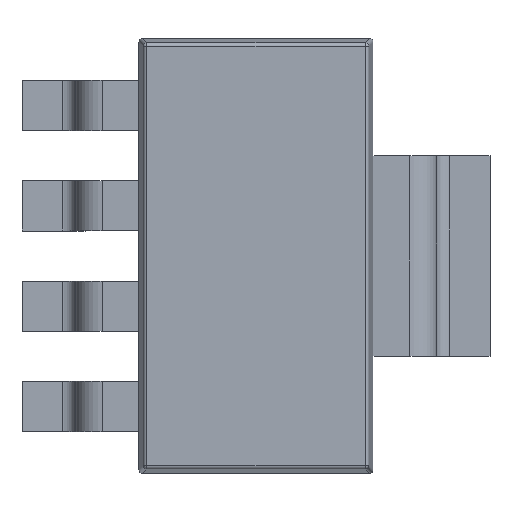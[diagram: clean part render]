
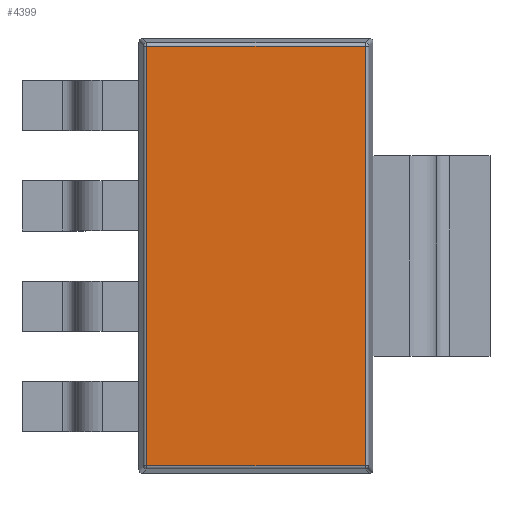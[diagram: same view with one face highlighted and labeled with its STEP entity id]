
A CAD part, top view. The second image highlights one B-rep face of the part: STEP entity #4399.
In plain terms, the highlighted planar face has unit normal (0, 0, 1).
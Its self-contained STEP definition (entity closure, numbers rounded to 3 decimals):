
#3213 = CYLINDRICAL_SURFACE('',#3214,0.05);
#3214 = AXIS2_PLACEMENT_3D('',#3215,#3216,#3217);
#3215 = CARTESIAN_POINT('',(0.113,0.068,1.45));
#3216 = DIRECTION('',(0.,1.,-0.));
#3217 = DIRECTION('',(-0.995,0.,0.105));
#3900 = VERTEX_POINT('',#3901);
#3901 = CARTESIAN_POINT('',(0.113,0.113,1.5));
#3923 = EDGE_CURVE('',#3900,#3924,#3926,.T.);
#3924 = VERTEX_POINT('',#3925);
#3925 = CARTESIAN_POINT('',(0.113,6.387,1.5));
#3926 = SURFACE_CURVE('',#3927,(#3931,#3938),.PCURVE_S1.);
#3927 = LINE('',#3928,#3929);
#3928 = CARTESIAN_POINT('',(0.113,0.068,1.5));
#3929 = VECTOR('',#3930,1.);
#3930 = DIRECTION('',(0.,1.,-0.));
#3931 = PCURVE('',#3213,#3932);
#3932 = DEFINITIONAL_REPRESENTATION('',(#3933),#3937);
#3933 = LINE('',#3934,#3935);
#3934 = CARTESIAN_POINT('',(1.466,0.));
#3935 = VECTOR('',#3936,1.);
#3936 = DIRECTION('',(0.,1.));
#3937 = ( GEOMETRIC_REPRESENTATION_CONTEXT(2) 
PARAMETRIC_REPRESENTATION_CONTEXT() REPRESENTATION_CONTEXT('2D SPACE',''
  ) );
#3938 = PCURVE('',#3939,#3944);
#3939 = PLANE('',#3940);
#3940 = AXIS2_PLACEMENT_3D('',#3941,#3942,#3943);
#3941 = CARTESIAN_POINT('',(0.,0.,1.5));
#3942 = DIRECTION('',(0.,0.,1.));
#3943 = DIRECTION('',(1.,0.,-0.));
#3944 = DEFINITIONAL_REPRESENTATION('',(#3945),#3949);
#3945 = LINE('',#3946,#3947);
#3946 = CARTESIAN_POINT('',(0.113,0.068));
#3947 = VECTOR('',#3948,1.);
#3948 = DIRECTION('',(0.,1.));
#3949 = ( GEOMETRIC_REPRESENTATION_CONTEXT(2) 
PARAMETRIC_REPRESENTATION_CONTEXT() REPRESENTATION_CONTEXT('2D SPACE',''
  ) );
#4143 = CYLINDRICAL_SURFACE('',#4144,0.05);
#4144 = AXIS2_PLACEMENT_3D('',#4145,#4146,#4147);
#4145 = CARTESIAN_POINT('',(0.068,6.387,1.45));
#4146 = DIRECTION('',(1.,0.,0.));
#4147 = DIRECTION('',(-0.,0.995,0.105));
#4340 = CYLINDRICAL_SURFACE('',#4341,0.05);
#4341 = AXIS2_PLACEMENT_3D('',#4342,#4343,#4344);
#4342 = CARTESIAN_POINT('',(0.068,0.113,1.45));
#4343 = DIRECTION('',(1.,-0.,0.));
#4344 = DIRECTION('',(-0.,-0.995,0.105));
#4399 = ADVANCED_FACE('',(#4400),#3939,.T.);
#4400 = FACE_BOUND('',#4401,.T.);
#4401 = EDGE_LOOP('',(#4402,#4403,#4426,#4454));
#4402 = ORIENTED_EDGE('',*,*,#3923,.F.);
#4403 = ORIENTED_EDGE('',*,*,#4404,.T.);
#4404 = EDGE_CURVE('',#3900,#4405,#4407,.T.);
#4405 = VERTEX_POINT('',#4406);
#4406 = CARTESIAN_POINT('',(3.387,0.113,1.5));
#4407 = SURFACE_CURVE('',#4408,(#4412,#4419),.PCURVE_S1.);
#4408 = LINE('',#4409,#4410);
#4409 = CARTESIAN_POINT('',(0.068,0.113,1.5));
#4410 = VECTOR('',#4411,1.);
#4411 = DIRECTION('',(1.,-0.,0.));
#4412 = PCURVE('',#3939,#4413);
#4413 = DEFINITIONAL_REPRESENTATION('',(#4414),#4418);
#4414 = LINE('',#4415,#4416);
#4415 = CARTESIAN_POINT('',(0.068,0.113));
#4416 = VECTOR('',#4417,1.);
#4417 = DIRECTION('',(1.,0.));
#4418 = ( GEOMETRIC_REPRESENTATION_CONTEXT(2) 
PARAMETRIC_REPRESENTATION_CONTEXT() REPRESENTATION_CONTEXT('2D SPACE',''
  ) );
#4419 = PCURVE('',#4340,#4420);
#4420 = DEFINITIONAL_REPRESENTATION('',(#4421),#4425);
#4421 = LINE('',#4422,#4423);
#4422 = CARTESIAN_POINT('',(-1.466,0.));
#4423 = VECTOR('',#4424,1.);
#4424 = DIRECTION('',(-0.,1.));
#4425 = ( GEOMETRIC_REPRESENTATION_CONTEXT(2) 
PARAMETRIC_REPRESENTATION_CONTEXT() REPRESENTATION_CONTEXT('2D SPACE',''
  ) );
#4426 = ORIENTED_EDGE('',*,*,#4427,.T.);
#4427 = EDGE_CURVE('',#4405,#4428,#4430,.T.);
#4428 = VERTEX_POINT('',#4429);
#4429 = CARTESIAN_POINT('',(3.387,6.387,1.5));
#4430 = SURFACE_CURVE('',#4431,(#4435,#4442),.PCURVE_S1.);
#4431 = LINE('',#4432,#4433);
#4432 = CARTESIAN_POINT('',(3.387,0.068,1.5));
#4433 = VECTOR('',#4434,1.);
#4434 = DIRECTION('',(0.,1.,-0.));
#4435 = PCURVE('',#3939,#4436);
#4436 = DEFINITIONAL_REPRESENTATION('',(#4437),#4441);
#4437 = LINE('',#4438,#4439);
#4438 = CARTESIAN_POINT('',(3.387,0.068));
#4439 = VECTOR('',#4440,1.);
#4440 = DIRECTION('',(0.,1.));
#4441 = ( GEOMETRIC_REPRESENTATION_CONTEXT(2) 
PARAMETRIC_REPRESENTATION_CONTEXT() REPRESENTATION_CONTEXT('2D SPACE',''
  ) );
#4442 = PCURVE('',#4443,#4448);
#4443 = CYLINDRICAL_SURFACE('',#4444,0.05);
#4444 = AXIS2_PLACEMENT_3D('',#4445,#4446,#4447);
#4445 = CARTESIAN_POINT('',(3.387,0.068,1.45));
#4446 = DIRECTION('',(0.,1.,-0.));
#4447 = DIRECTION('',(0.,0.,1.));
#4448 = DEFINITIONAL_REPRESENTATION('',(#4449),#4453);
#4449 = LINE('',#4450,#4451);
#4450 = CARTESIAN_POINT('',(0.,0.));
#4451 = VECTOR('',#4452,1.);
#4452 = DIRECTION('',(0.,1.));
#4453 = ( GEOMETRIC_REPRESENTATION_CONTEXT(2) 
PARAMETRIC_REPRESENTATION_CONTEXT() REPRESENTATION_CONTEXT('2D SPACE',''
  ) );
#4454 = ORIENTED_EDGE('',*,*,#4455,.F.);
#4455 = EDGE_CURVE('',#3924,#4428,#4456,.T.);
#4456 = SURFACE_CURVE('',#4457,(#4461,#4468),.PCURVE_S1.);
#4457 = LINE('',#4458,#4459);
#4458 = CARTESIAN_POINT('',(0.068,6.387,1.5));
#4459 = VECTOR('',#4460,1.);
#4460 = DIRECTION('',(1.,0.,0.));
#4461 = PCURVE('',#3939,#4462);
#4462 = DEFINITIONAL_REPRESENTATION('',(#4463),#4467);
#4463 = LINE('',#4464,#4465);
#4464 = CARTESIAN_POINT('',(0.068,6.387));
#4465 = VECTOR('',#4466,1.);
#4466 = DIRECTION('',(1.,0.));
#4467 = ( GEOMETRIC_REPRESENTATION_CONTEXT(2) 
PARAMETRIC_REPRESENTATION_CONTEXT() REPRESENTATION_CONTEXT('2D SPACE',''
  ) );
#4468 = PCURVE('',#4143,#4469);
#4469 = DEFINITIONAL_REPRESENTATION('',(#4470),#4474);
#4470 = LINE('',#4471,#4472);
#4471 = CARTESIAN_POINT('',(1.466,0.));
#4472 = VECTOR('',#4473,1.);
#4473 = DIRECTION('',(0.,1.));
#4474 = ( GEOMETRIC_REPRESENTATION_CONTEXT(2) 
PARAMETRIC_REPRESENTATION_CONTEXT() REPRESENTATION_CONTEXT('2D SPACE',''
  ) );
